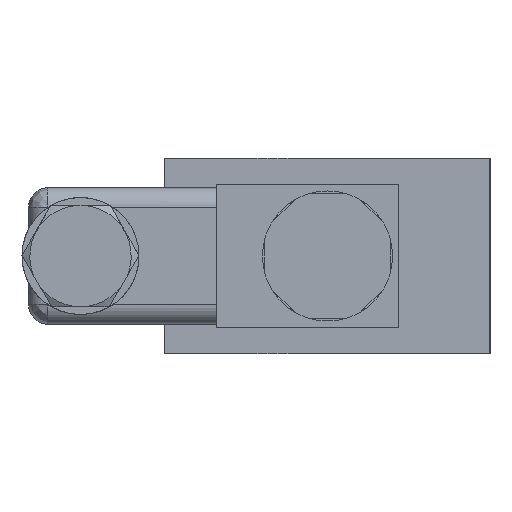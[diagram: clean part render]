
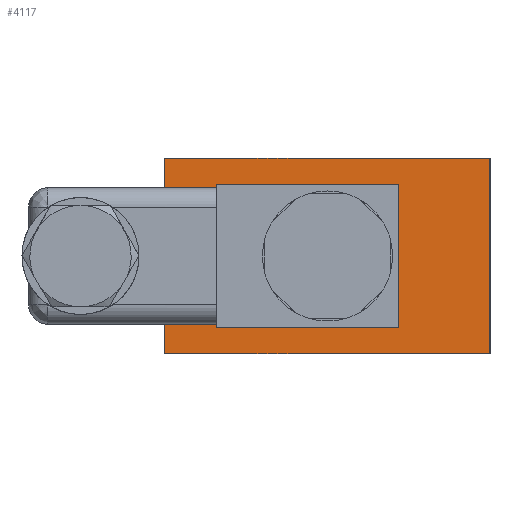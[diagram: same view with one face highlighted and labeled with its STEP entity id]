
A CAD part, left-side view. The second image highlights one B-rep face of the part: STEP entity #4117.
In plain terms, the highlighted planar face has unit normal (-1, 0, 0).
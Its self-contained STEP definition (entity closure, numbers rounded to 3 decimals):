
#20 = CARTESIAN_POINT ( 'NONE',  ( -76., -12., 26. ) ) ;
#122 = EDGE_CURVE ( 'NONE', #5910, #3379, #5134, .T. ) ;
#159 = CARTESIAN_POINT ( 'NONE',  ( -76., -54., 30. ) ) ;
#185 = DIRECTION ( 'NONE',  ( 0., 1., 0. ) ) ;
#243 = CARTESIAN_POINT ( 'NONE',  ( -76., -29., 30. ) ) ;
#247 = LINE ( 'NONE', #4955, #4013 ) ;
#255 = EDGE_CURVE ( 'NONE', #5079, #4029, #3194, .T. ) ;
#463 = CARTESIAN_POINT ( 'NONE',  ( -76., -4., 15. ) ) ;
#556 = AXIS2_PLACEMENT_3D ( 'NONE', #4343, #4401, #5758 ) ;
#743 = CARTESIAN_POINT ( 'NONE',  ( -76., -4., 0. ) ) ;
#848 = LINE ( 'NONE', #243, #3340 ) ;
#923 = LINE ( 'NONE', #1588, #2767 ) ;
#1130 = DIRECTION ( 'NONE',  ( 0., 0., -1. ) ) ;
#1186 = PLANE ( 'NONE',  #556 ) ;
#1199 = EDGE_LOOP ( 'NONE', ( #1678, #5329, #5861, #3071 ) ) ;
#1211 = VECTOR ( 'NONE', #5032, 1000. ) ;
#1375 = DIRECTION ( 'NONE',  ( 0., 0., 1. ) ) ;
#1409 = FACE_OUTER_BOUND ( 'NONE', #1199, .T. ) ;
#1588 = CARTESIAN_POINT ( 'NONE',  ( -76., -54., 15. ) ) ;
#1667 = CARTESIAN_POINT ( 'NONE',  ( -76., -40., 15. ) ) ;
#1678 = ORIENTED_EDGE ( 'NONE', *, *, #3954, .T. ) ;
#1756 = DIRECTION ( 'NONE',  ( 0., -1., 0. ) ) ;
#2071 = VERTEX_POINT ( 'NONE', #159 ) ;
#2134 = ORIENTED_EDGE ( 'NONE', *, *, #5846, .T. ) ;
#2162 = ORIENTED_EDGE ( 'NONE', *, *, #5343, .T. ) ;
#2311 = ORIENTED_EDGE ( 'NONE', *, *, #122, .T. ) ;
#2421 = LINE ( 'NONE', #5696, #5929 ) ;
#2530 = EDGE_CURVE ( 'NONE', #3314, #5374, #3362, .T. ) ;
#2686 = CARTESIAN_POINT ( 'NONE',  ( -76., -29., 26. ) ) ;
#2767 = VECTOR ( 'NONE', #1130, 1000. ) ;
#2964 = ORIENTED_EDGE ( 'NONE', *, *, #2530, .T. ) ;
#3043 = FACE_BOUND ( 'NONE', #4475, .T. ) ;
#3071 = ORIENTED_EDGE ( 'NONE', *, *, #3916, .F. ) ;
#3194 = LINE ( 'NONE', #463, #1211 ) ;
#3244 = VECTOR ( 'NONE', #1756, 1000. ) ;
#3314 = VERTEX_POINT ( 'NONE', #3649 ) ;
#3340 = VECTOR ( 'NONE', #5256, 1000. ) ;
#3362 = LINE ( 'NONE', #4082, #3781 ) ;
#3379 = VERTEX_POINT ( 'NONE', #3691 ) ;
#3417 = VERTEX_POINT ( 'NONE', #4185 ) ;
#3517 = DIRECTION ( 'NONE',  ( 0., 1., 0. ) ) ;
#3554 = VECTOR ( 'NONE', #5321, 1000. ) ;
#3649 = CARTESIAN_POINT ( 'NONE',  ( -76., -12., 4. ) ) ;
#3691 = CARTESIAN_POINT ( 'NONE',  ( -76., -40., 4. ) ) ;
#3781 = VECTOR ( 'NONE', #1375, 1000. ) ;
#3916 = EDGE_CURVE ( 'NONE', #2071, #3417, #923, .T. ) ;
#3954 = EDGE_CURVE ( 'NONE', #2071, #4029, #848, .T. ) ;
#3956 = EDGE_CURVE ( 'NONE', #3417, #5079, #2421, .T. ) ;
#4013 = VECTOR ( 'NONE', #3517, 1000. ) ;
#4029 = VERTEX_POINT ( 'NONE', #4826 ) ;
#4082 = CARTESIAN_POINT ( 'NONE',  ( -76., -12., 15. ) ) ;
#4117 = ADVANCED_FACE ( 'NONE', ( #3043, #1409 ), #1186, .T. ) ;
#4185 = CARTESIAN_POINT ( 'NONE',  ( -76., -54., 0. ) ) ;
#4236 = LINE ( 'NONE', #2686, #3244 ) ;
#4343 = CARTESIAN_POINT ( 'NONE',  ( -76., -4., 0. ) ) ;
#4401 = DIRECTION ( 'NONE',  ( -1., 0., 0. ) ) ;
#4475 = EDGE_LOOP ( 'NONE', ( #2311, #2134, #2964, #2162 ) ) ;
#4826 = CARTESIAN_POINT ( 'NONE',  ( -76., -4., 30. ) ) ;
#4955 = CARTESIAN_POINT ( 'NONE',  ( -76., -29., 4. ) ) ;
#5016 = CARTESIAN_POINT ( 'NONE',  ( -76., -40., 26. ) ) ;
#5032 = DIRECTION ( 'NONE',  ( 0., 0., 1. ) ) ;
#5079 = VERTEX_POINT ( 'NONE', #743 ) ;
#5134 = LINE ( 'NONE', #1667, #3554 ) ;
#5256 = DIRECTION ( 'NONE',  ( 0., 1., 0. ) ) ;
#5321 = DIRECTION ( 'NONE',  ( 0., 0., -1. ) ) ;
#5329 = ORIENTED_EDGE ( 'NONE', *, *, #255, .F. ) ;
#5343 = EDGE_CURVE ( 'NONE', #5374, #5910, #4236, .T. ) ;
#5374 = VERTEX_POINT ( 'NONE', #20 ) ;
#5696 = CARTESIAN_POINT ( 'NONE',  ( -76., -29., 0. ) ) ;
#5758 = DIRECTION ( 'NONE',  ( 0., -1., 0. ) ) ;
#5846 = EDGE_CURVE ( 'NONE', #3379, #3314, #247, .T. ) ;
#5861 = ORIENTED_EDGE ( 'NONE', *, *, #3956, .F. ) ;
#5910 = VERTEX_POINT ( 'NONE', #5016 ) ;
#5929 = VECTOR ( 'NONE', #185, 1000. ) ;
